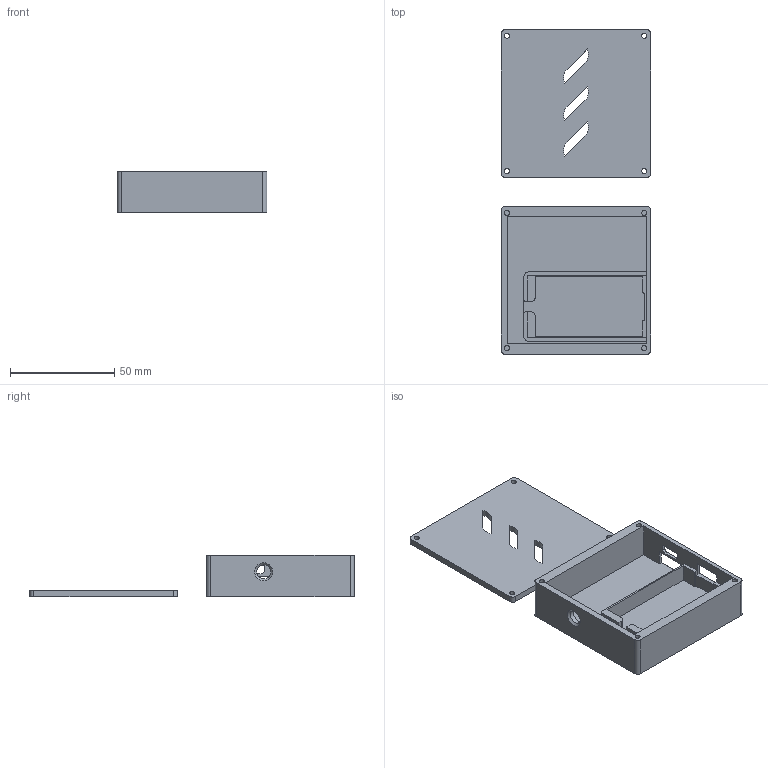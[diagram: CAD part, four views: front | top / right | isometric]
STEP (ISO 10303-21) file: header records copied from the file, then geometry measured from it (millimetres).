
FILE_DESCRIPTION(/* description */ (''),/* implementation_level */ '2;1');
FILE_NAME(/* name */ 'Bottom.stp',/* time_stamp */ '2024-06-20T08:07:56-05:00',/* author */ (''),/* organization */ (''),/* preprocessor_version */ 'ST-DEVELOPER v15.2',/* originating_system */ 'Autodesk Translator Framework v2.0.0.5431',/* authorisation */ '');
FILE_SCHEMA (('AUTOMOTIVE_DESIGN { 1 0 10303 214 3 1 1 }'));
Length unit declared in the file: centimetre
Products named in the file (1): ESP-Wifi-PenTool
Bounding box: 72 x 155.92 x 20 mm (x, y, z)
Volume: 50577.1 mm3; surface area: 33757.4 mm2
Topology: 2 solids, 2 shells, 200 faces, 556 edges, 366 vertices
Faces by surface type: plane 167, cylinder 23, cone 5, bspline 5
Full cylindrical faces by diameter (mm): 2.5 x8, 6.65 x1
Entity records: 7305 total; most frequent: CARTESIAN_POINT 2172, ORIENTED_EDGE 1084, DIRECTION 968, EDGE_CURVE 542, LINE 474, VECTOR 474, VERTEX_POINT 366, AXIS2_PLACEMENT_3D 247
